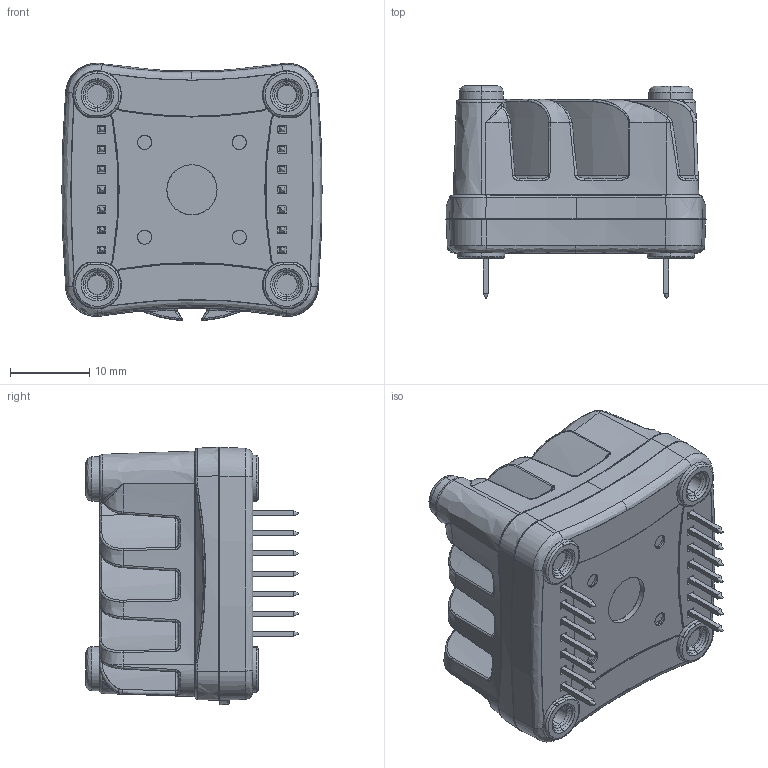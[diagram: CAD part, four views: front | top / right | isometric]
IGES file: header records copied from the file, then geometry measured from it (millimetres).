
Start section: SolidWorks IGES file using analytic representation for surfaces
Global section: file name: WHY MODULE with HEATSINK.IGS; native system: SolidWorks 2020; preprocessor: SolidWorks 2020; author: User; date: 210706.100521; units: inch
Bounding box: 32.93 x 26.87 x 32.58 mm (x, y, z)
Surface area: 15376.5 mm2 (no closed solid volume)
Topology: 0 solids, 0 shells, 1484 faces, 11305 edges, 11226 vertices
Faces by surface type: bspline 1169, revolution 315
